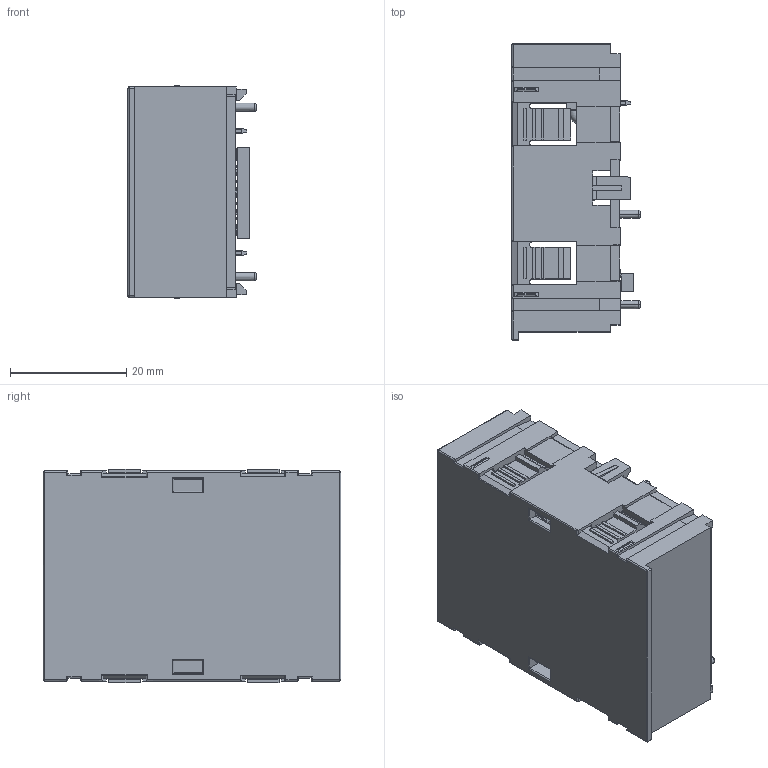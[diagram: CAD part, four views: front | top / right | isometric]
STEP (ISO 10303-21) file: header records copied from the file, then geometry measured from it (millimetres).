
FILE_DESCRIPTION((''),'2;1');
FILE_NAME('HCMXB-OD04-BD_ASM','2025-10-10T10:16:47',('HZC0000200'),(''),'CREO PARAMETRIC BY PTC INC, 2021063','CREO PARAMETRIC BY PTC INC, 2021063','');
FILE_SCHEMA(('CONFIG_CONTROL_DESIGN'));
Products named in the file (7): ODO4_1; CARD-PCB-RJ45_95_1_2_3_1; 7P-LIGHT-SOCKET_10_1_1; 24-FEMALE_6_1_2_3_1; CARD-7P_ASM_45_ASM_1_ASM_1_ASM; HCMXB-OD04-BD1009_ASM_1_ASM; HCMXB-OD04-BD_ASM
Assembly tree (6 placements, depth 4):
  HCMXB-OD04-BD_ASM
    HCMXB-OD04-BD1009_ASM_1_ASM
      CARD-7P_ASM_45_ASM_1_ASM_1_ASM
        ODO4_1
        CARD-PCB-RJ45_95_1_2_3_1
        7P-LIGHT-SOCKET_10_1_1
        24-FEMALE_6_1_2_3_1
Bounding box: 22 x 51.1 x 36.7 mm (x, y, z)
Volume: 9908.4 mm3; surface area: 16669.7 mm2
Topology: 4 solids, 4 shells, 2476 faces, 6920 edges, 4409 vertices
Faces by surface type: plane 1561, cylinder 628, bspline 140, torus 74, cone 60, sphere 13
Entity records: 93178 total; most frequent: CARTESIAN_POINT 30106, ORIENTED_EDGE 13830, DIRECTION 12278, EDGE_CURVE 6915, VECTOR 4780, LINE 4780, VERTEX_POINT 4409, AXIS2_PLACEMENT_3D 3749
